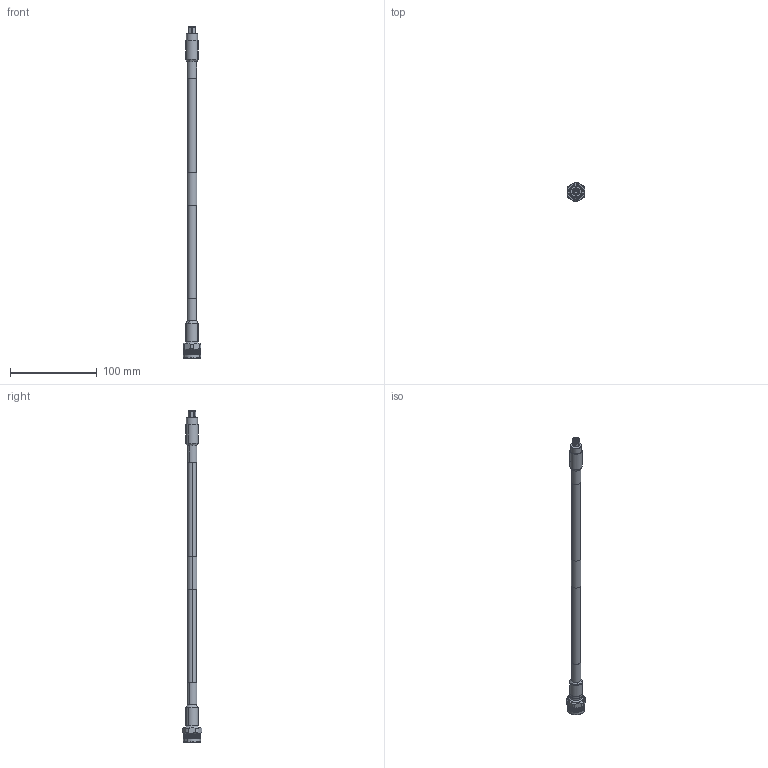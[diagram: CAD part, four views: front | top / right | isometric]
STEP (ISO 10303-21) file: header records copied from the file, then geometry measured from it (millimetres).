
FILE_DESCRIPTION (( 'STEP AP214' ), '1' );
FILE_NAME ('LCCA30289.step', '2020-03-19T19:25:31', ( '' ), ( '' ), 'SwSTEP 2.0', 'SolidWorks 2018', '' );
FILE_SCHEMA (( 'AUTOMOTIVE_DESIGN' ));
Length unit declared in the file: inch
Products named in the file (5): LCCA30289; Copy (2) of TC-400-NMH-X^LCCA30289_Heat Shrink; Copy (2) of TC-400-SM-X^LCCA30289_HeatShrink; Copy of Coax Cable^LCCA30289_LMR-400; Label^LCCA30289
Assembly tree (4 placements, depth 2):
  LCCA30289
    Copy of Coax Cable^LCCA30289_LMR-400
    Label^LCCA30289
    Copy (2) of TC-400-SM-X^LCCA30289_HeatShrink
    Copy (2) of TC-400-NMH-X^LCCA30289_Heat Shrink
Bounding box: 20.62 x 22.22 x 382.5 mm (x, y, z)
Volume: 43881.9 mm3; surface area: 20225 mm2
Topology: 7 solids, 7 shells, 2366 faces, 5173 edges, 2834 vertices
Faces by surface type: bspline 1696, cylinder 544, plane 74, cone 50, torus 2
Entity records: 84916 total; most frequent: CARTESIAN_POINT 51909, ORIENTED_EDGE 10346, EDGE_CURVE 5173, VERTEX_POINT 2834, DIRECTION 2397, EDGE_LOOP 2381, ADVANCED_FACE 2366, FACE_OUTER_BOUND 2366
